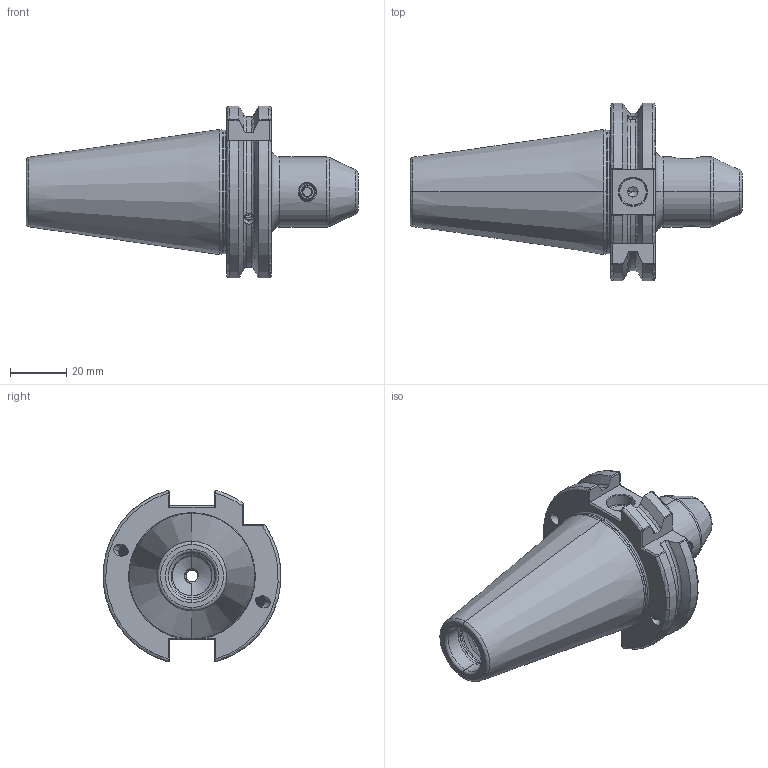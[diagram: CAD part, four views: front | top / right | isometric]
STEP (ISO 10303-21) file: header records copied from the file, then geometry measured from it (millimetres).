
FILE_DESCRIPTION (( 'STEP AP203' ), '1' );
FILE_NAME ('403.05.06.STEP', '2016-11-25T08:39:08', ( '' ), ( '' ), 'SwSTEP 2.0', 'SolidWorks 2012', '' );
FILE_SCHEMA (( 'CONFIG_CONTROL_DESIGN' ));
Length unit declared in the file: millimetre
Products named in the file (3): 側固6_M6x1_10L; 403.05.06
Assembly tree (2 placements, depth 2):
  403.05.06
    403.05.06
    側固6_M6x1_10L
Bounding box: 118.4 x 63.34 x 61.24 mm (x, y, z)
Volume: 115487.5 mm3; surface area: 24888.8 mm2
Topology: 2 solids, 2 shells, 398 faces, 1111 edges, 707 vertices
Faces by surface type: cylinder 207, plane 59, cone 51, bspline 43, torus 36, sphere 2
Entity records: 33250 total; most frequent: CARTESIAN_POINT 24300, ORIENTED_EDGE 2190, DIRECTION 1405, EDGE_CURVE 1095, VERTEX_POINT 707, AXIS2_PLACEMENT_3D 539, EDGE_LOOP 416, ADVANCED_FACE 398
